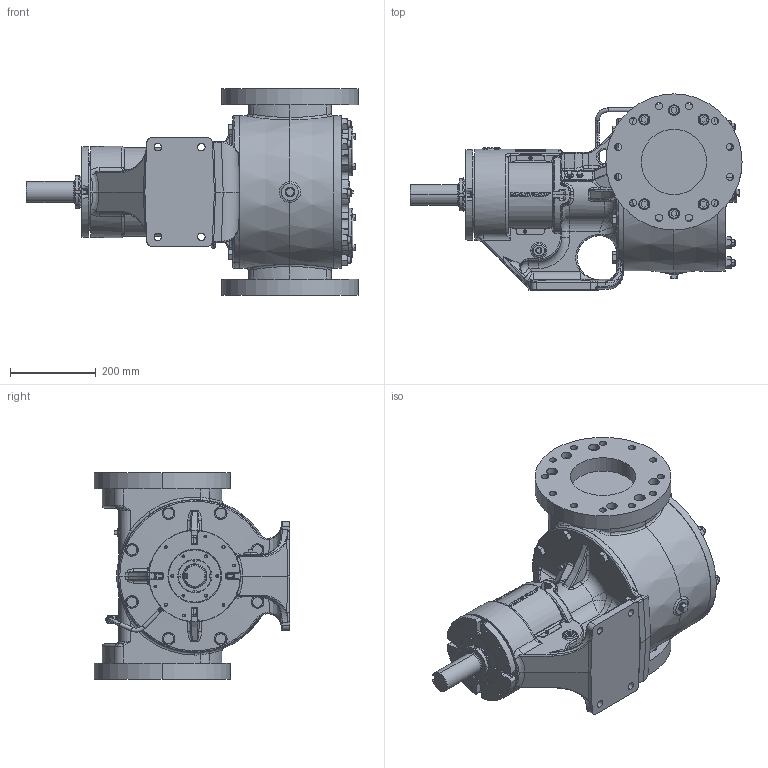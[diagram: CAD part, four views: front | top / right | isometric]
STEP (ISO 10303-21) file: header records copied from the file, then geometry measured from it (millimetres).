
FILE_DESCRIPTION (( 'STEP AP214' ), '1' );
FILE_NAME ('QV-2361.step', '2025-12-05T18:30:03', ( '' ), ( '' ), 'SwSTEP 2.0', 'SolidWorks 2024', '' );
FILE_SCHEMA (( 'AUTOMOTIVE_DESIGN' ));
Length unit declared in the file: inch
Products named in the file (1): QV-2361
Bounding box: 774.73 x 457.2 x 482.6 mm (x, y, z)
Volume: 44245971.6 mm3; surface area: 1655833.5 mm2
Topology: 1 solids, 1 shells, 4177 faces, 10632 edges, 6668 vertices
Faces by surface type: plane 1414, bspline 1343, cylinder 684, cone 580, torus 125, sphere 31
Entity records: 189548 total; most frequent: CARTESIAN_POINT 99337, ORIENTED_EDGE 21080, DIRECTION 14871, EDGE_CURVE 10540, VERTEX_POINT 6665, AXIS2_PLACEMENT_3D 5166, EDGE_LOOP 4547, LINE 4539
